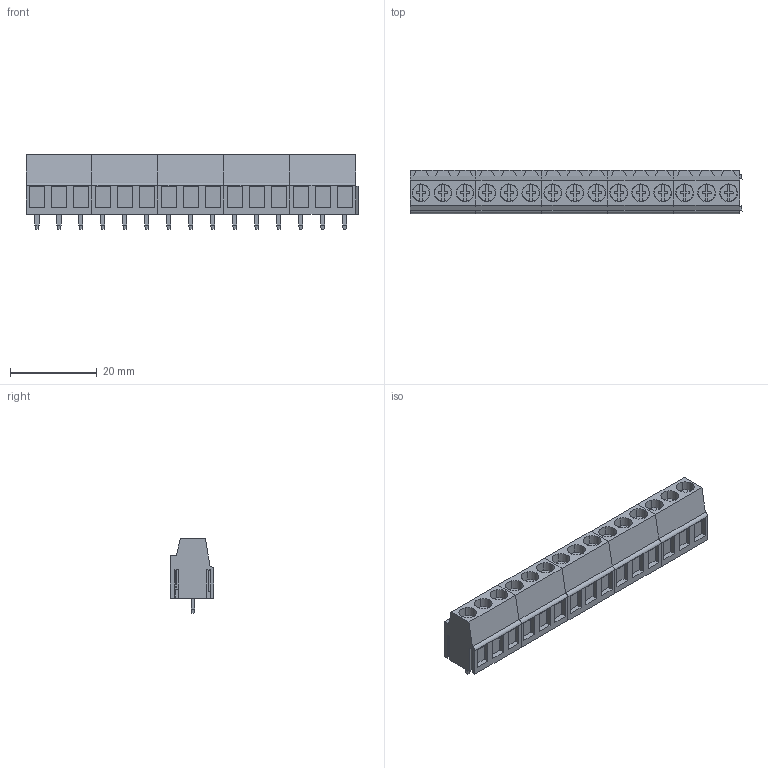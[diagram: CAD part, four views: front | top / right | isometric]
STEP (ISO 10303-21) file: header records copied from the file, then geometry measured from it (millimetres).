
FILE_DESCRIPTION(('CATIA V5 STEP Exchange','CAx-IF Rec.Pracs.--- Model Styling and Organization---1.2---2011-12-15'),'2;1');
FILE_NAME ('D1465135_0_9994240000_9994240000.stp','2018-03-31T08:49:56+00:00',('none'),('Weidmueller'),'CATIA Version 5-6 Release 2014','CATIA V5 STEP AP214','none');
FILE_SCHEMA(('AUTOMOTIVE_DESIGN { 1 0 10303 214 1 1 1 1 }'));
Length unit declared in the file: millimetre
Products named in the file (1): 9994240000
Bounding box: 76.75 x 10 x 17.3 mm (x, y, z)
Volume: 7353.2 mm3; surface area: 8737.9 mm2
Topology: 35 solids, 35 shells, 1350 faces, 3600 edges, 2380 vertices
Faces by surface type: plane 1135, cylinder 215
Entity records: 41513 total; most frequent: CARTESIAN_POINT 8344, ORIENTED_EDGE 7200, DIRECTION 6040, EDGE_CURVE 3600, VECTOR 2960, LINE 2960, VERTEX_POINT 2380, AXIS2_PLACEMENT_3D 1730
